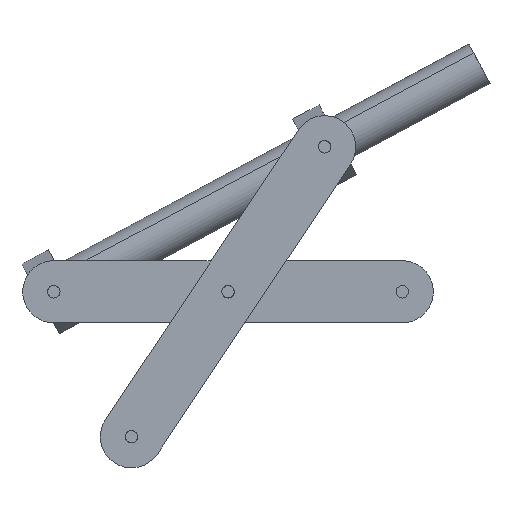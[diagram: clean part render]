
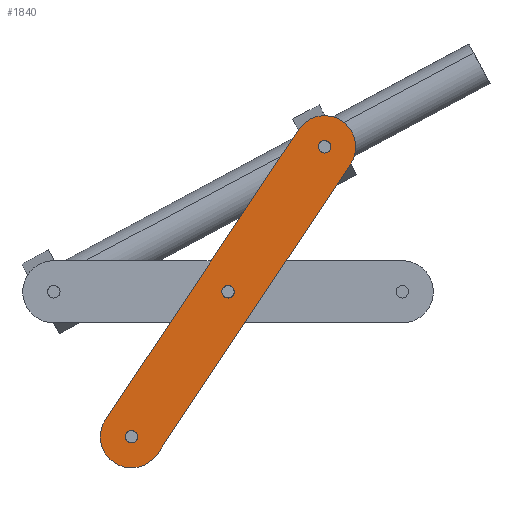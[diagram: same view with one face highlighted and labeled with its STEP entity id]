
A CAD part, front view. The second image highlights one B-rep face of the part: STEP entity #1840.
In plain terms, the highlighted planar face has unit normal (0, -1, 0).
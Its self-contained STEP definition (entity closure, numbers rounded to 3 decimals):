
#19 = EDGE_CURVE ( 'NONE', #232, #1584, #1529, .T. ) ;
#28 = EDGE_CURVE ( 'NONE', #1636, #395, #1088, .T. ) ;
#82 = EDGE_CURVE ( 'NONE', #2011, #1929, #1731, .T. ) ;
#119 = VERTEX_POINT ( 'NONE', #2144 ) ;
#160 = CARTESIAN_POINT ( 'NONE',  ( 0., -0.5, -0.5 ) ) ;
#232 = VERTEX_POINT ( 'NONE', #1335 ) ;
#256 = CARTESIAN_POINT ( 'NONE',  ( 14., -0.5, 0. ) ) ;
#259 = CARTESIAN_POINT ( 'NONE',  ( 14., -0.5, 0. ) ) ;
#283 = EDGE_CURVE ( 'NONE', #1339, #119, #1780, .T. ) ;
#284 = AXIS2_PLACEMENT_3D ( 'NONE', #316, #1488, #1822 ) ;
#294 = FACE_OUTER_BOUND ( 'NONE', #1960, .T. ) ;
#316 = CARTESIAN_POINT ( 'NONE',  ( 14., -0.5, 0. ) ) ;
#350 = LINE ( 'NONE', #790, #542 ) ;
#386 = EDGE_LOOP ( 'NONE', ( #1955, #992 ) ) ;
#395 = VERTEX_POINT ( 'NONE', #160 ) ;
#478 = CARTESIAN_POINT ( 'NONE',  ( -14., -0.5, 0. ) ) ;
#497 = AXIS2_PLACEMENT_3D ( 'NONE', #1092, #1287, #1951 ) ;
#498 = CARTESIAN_POINT ( 'NONE',  ( 0., -0.5, 0.5 ) ) ;
#509 = DIRECTION ( 'NONE',  ( 0., 0., 1. ) ) ;
#542 = VECTOR ( 'NONE', #1992, 1000. ) ;
#566 = VERTEX_POINT ( 'NONE', #1426 ) ;
#606 = AXIS2_PLACEMENT_3D ( 'NONE', #1181, #2045, #509 ) ;
#635 = DIRECTION ( 'NONE',  ( 0., 1., 0. ) ) ;
#636 = FACE_BOUND ( 'NONE', #1949, .T. ) ;
#644 = AXIS2_PLACEMENT_3D ( 'NONE', #2146, #1795, #2127 ) ;
#680 = ORIENTED_EDGE ( 'NONE', *, *, #28, .T. ) ;
#790 = CARTESIAN_POINT ( 'NONE',  ( -14., -0.5, -2.5 ) ) ;
#865 = VERTEX_POINT ( 'NONE', #2164 ) ;
#869 = FACE_BOUND ( 'NONE', #1177, .T. ) ;
#904 = AXIS2_PLACEMENT_3D ( 'NONE', #1697, #1704, #1859 ) ;
#937 = DIRECTION ( 'NONE',  ( 0., 1., 0. ) ) ;
#965 = AXIS2_PLACEMENT_3D ( 'NONE', #478, #635, #1979 ) ;
#968 = CARTESIAN_POINT ( 'NONE',  ( -14., -0.5, -2.5 ) ) ;
#979 = CARTESIAN_POINT ( 'NONE',  ( 14., -0.5, 0.5 ) ) ;
#992 = ORIENTED_EDGE ( 'NONE', *, *, #1986, .T. ) ;
#1079 = ORIENTED_EDGE ( 'NONE', *, *, #1559, .T. ) ;
#1088 = CIRCLE ( 'NONE', #497, 0.5 ) ;
#1092 = CARTESIAN_POINT ( 'NONE',  ( 0., -0.5, 0. ) ) ;
#1094 = PLANE ( 'NONE',  #644 ) ;
#1096 = AXIS2_PLACEMENT_3D ( 'NONE', #2072, #1360, #2039 ) ;
#1099 = DIRECTION ( 'NONE',  ( 0., 0., 1. ) ) ;
#1101 = CARTESIAN_POINT ( 'NONE',  ( -14., -0.5, 2.5 ) ) ;
#1143 = ORIENTED_EDGE ( 'NONE', *, *, #1174, .T. ) ;
#1174 = EDGE_CURVE ( 'NONE', #119, #1339, #2081, .T. ) ;
#1177 = EDGE_LOOP ( 'NONE', ( #1079, #680 ) ) ;
#1181 = CARTESIAN_POINT ( 'NONE',  ( -14., -0.5, 0. ) ) ;
#1267 = DIRECTION ( 'NONE',  ( 0., 1., 0. ) ) ;
#1274 = CARTESIAN_POINT ( 'NONE',  ( -14., -0.5, 2.5 ) ) ;
#1275 = LINE ( 'NONE', #1274, #2025 ) ;
#1278 = CIRCLE ( 'NONE', #1381, 2.5 ) ;
#1287 = DIRECTION ( 'NONE',  ( 0., 1., 0. ) ) ;
#1335 = CARTESIAN_POINT ( 'NONE',  ( 14., -0.5, -0.5 ) ) ;
#1339 = VERTEX_POINT ( 'NONE', #1770 ) ;
#1360 = DIRECTION ( 'NONE',  ( 0., 1., 0. ) ) ;
#1381 = AXIS2_PLACEMENT_3D ( 'NONE', #259, #1267, #1610 ) ;
#1426 = CARTESIAN_POINT ( 'NONE',  ( 14., -0.5, 2.5 ) ) ;
#1488 = DIRECTION ( 'NONE',  ( 0., 1., 0. ) ) ;
#1529 = CIRCLE ( 'NONE', #1595, 0.5 ) ;
#1544 = ORIENTED_EDGE ( 'NONE', *, *, #82, .F. ) ;
#1559 = EDGE_CURVE ( 'NONE', #395, #1636, #2130, .T. ) ;
#1584 = VERTEX_POINT ( 'NONE', #979 ) ;
#1595 = AXIS2_PLACEMENT_3D ( 'NONE', #256, #937, #1099 ) ;
#1610 = DIRECTION ( 'NONE',  ( 0., 0., 1. ) ) ;
#1632 = ORIENTED_EDGE ( 'NONE', *, *, #1967, .F. ) ;
#1636 = VERTEX_POINT ( 'NONE', #498 ) ;
#1665 = ORIENTED_EDGE ( 'NONE', *, *, #2143, .F. ) ;
#1695 = ORIENTED_EDGE ( 'NONE', *, *, #1995, .F. ) ;
#1697 = CARTESIAN_POINT ( 'NONE',  ( 0., -0.5, 0. ) ) ;
#1704 = DIRECTION ( 'NONE',  ( 0., 1., 0. ) ) ;
#1731 = CIRCLE ( 'NONE', #965, 2.5 ) ;
#1736 = FACE_BOUND ( 'NONE', #386, .T. ) ;
#1770 = CARTESIAN_POINT ( 'NONE',  ( -14., -0.5, -0.5 ) ) ;
#1780 = CIRCLE ( 'NONE', #606, 0.5 ) ;
#1795 = DIRECTION ( 'NONE',  ( 0., 1., 0. ) ) ;
#1822 = DIRECTION ( 'NONE',  ( 0., 0., 1. ) ) ;
#1837 = DIRECTION ( 'NONE',  ( 1., 0., 0. ) ) ;
#1840 = ADVANCED_FACE ( 'NONE', ( #294, #869, #636, #1736 ), #1094, .F. ) ;
#1859 = DIRECTION ( 'NONE',  ( 0., 0., 1. ) ) ;
#1898 = ORIENTED_EDGE ( 'NONE', *, *, #283, .T. ) ;
#1929 = VERTEX_POINT ( 'NONE', #1101 ) ;
#1949 = EDGE_LOOP ( 'NONE', ( #1898, #1143 ) ) ;
#1951 = DIRECTION ( 'NONE',  ( 0., 0., 1. ) ) ;
#1955 = ORIENTED_EDGE ( 'NONE', *, *, #19, .T. ) ;
#1960 = EDGE_LOOP ( 'NONE', ( #1544, #1695, #1665, #1632 ) ) ;
#1967 = EDGE_CURVE ( 'NONE', #1929, #566, #1275, .T. ) ;
#1979 = DIRECTION ( 'NONE',  ( 0., 0., 1. ) ) ;
#1986 = EDGE_CURVE ( 'NONE', #1584, #232, #2053, .T. ) ;
#1992 = DIRECTION ( 'NONE',  ( -1., 0., 0. ) ) ;
#1995 = EDGE_CURVE ( 'NONE', #865, #2011, #350, .T. ) ;
#2011 = VERTEX_POINT ( 'NONE', #968 ) ;
#2025 = VECTOR ( 'NONE', #1837, 1000. ) ;
#2039 = DIRECTION ( 'NONE',  ( 0., 0., 1. ) ) ;
#2045 = DIRECTION ( 'NONE',  ( 0., 1., 0. ) ) ;
#2053 = CIRCLE ( 'NONE', #284, 0.5 ) ;
#2072 = CARTESIAN_POINT ( 'NONE',  ( -14., -0.5, 0. ) ) ;
#2081 = CIRCLE ( 'NONE', #1096, 0.5 ) ;
#2127 = DIRECTION ( 'NONE',  ( 0., 0., 1. ) ) ;
#2130 = CIRCLE ( 'NONE', #904, 0.5 ) ;
#2143 = EDGE_CURVE ( 'NONE', #566, #865, #1278, .T. ) ;
#2144 = CARTESIAN_POINT ( 'NONE',  ( -14., -0.5, 0.5 ) ) ;
#2146 = CARTESIAN_POINT ( 'NONE',  ( -14., -0.5, 0. ) ) ;
#2164 = CARTESIAN_POINT ( 'NONE',  ( 14., -0.5, -2.5 ) ) ;
